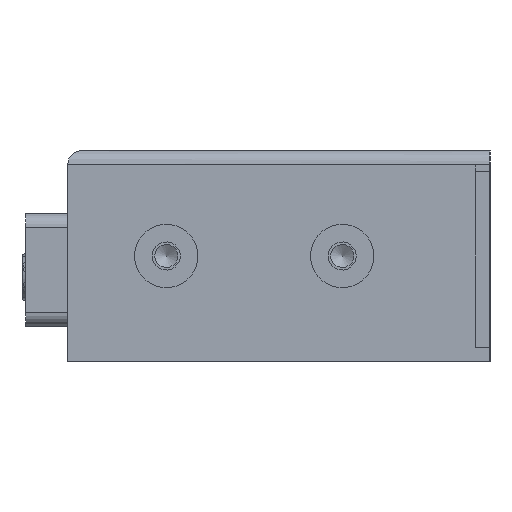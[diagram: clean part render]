
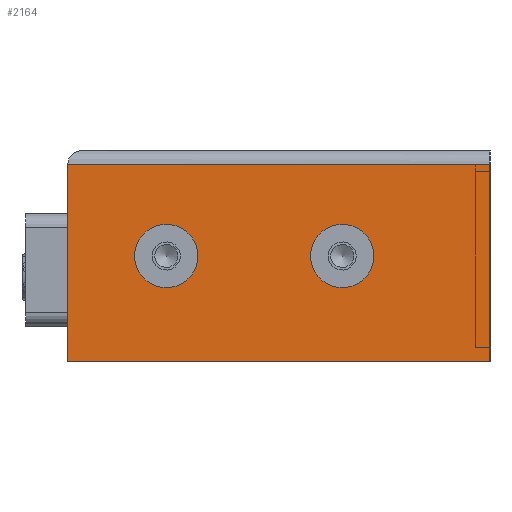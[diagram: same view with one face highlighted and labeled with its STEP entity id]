
A CAD part, left-side view. The second image highlights one B-rep face of the part: STEP entity #2164.
In plain terms, the highlighted planar face has unit normal (-1, 0, 0).
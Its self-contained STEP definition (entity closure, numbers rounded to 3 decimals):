
#83=LINE('',#3446,#190);
#92=LINE('',#3467,#199);
#99=LINE('',#3499,#206);
#107=LINE('',#3524,#214);
#190=VECTOR('',#2711,28.);
#199=VECTOR('',#2726,60.);
#206=VECTOR('',#2755,28.);
#214=VECTOR('',#2781,60.);
#294=PLANE('',#2364);
#360=FACE_BOUND('',#649,.T.);
#361=FACE_BOUND('',#650,.T.);
#472=FACE_OUTER_BOUND('',#648,.T.);
#648=EDGE_LOOP('',(#1591,#1592,#1593,#1594));
#649=EDGE_LOOP('',(#1595));
#650=EDGE_LOOP('',(#1596));
#902=CIRCLE('',#2365,4.5);
#903=CIRCLE('',#2366,4.5);
#1041=VERTEX_POINT('',#3443);
#1042=VERTEX_POINT('',#3445);
#1051=VERTEX_POINT('',#3465);
#1065=VERTEX_POINT('',#3497);
#1074=VERTEX_POINT('',#3526);
#1075=VERTEX_POINT('',#3528);
#1251=EDGE_CURVE('',#1041,#1042,#83,.T.);
#1262=EDGE_CURVE('',#1041,#1051,#92,.T.);
#1278=EDGE_CURVE('',#1051,#1065,#99,.T.);
#1291=EDGE_CURVE('',#1042,#1065,#107,.T.);
#1292=EDGE_CURVE('',#1074,#1074,#902,.T.);
#1293=EDGE_CURVE('',#1075,#1075,#903,.T.);
#1591=ORIENTED_EDGE('',*,*,#1251,.F.);
#1592=ORIENTED_EDGE('',*,*,#1262,.T.);
#1593=ORIENTED_EDGE('',*,*,#1278,.T.);
#1594=ORIENTED_EDGE('',*,*,#1291,.F.);
#1595=ORIENTED_EDGE('',*,*,#1292,.F.);
#1596=ORIENTED_EDGE('',*,*,#1293,.F.);
#2164=ADVANCED_FACE('',(#472,#360,#361),#294,.T.);
#2364=AXIS2_PLACEMENT_3D('',#3525,#2782,#2783);
#2365=AXIS2_PLACEMENT_3D('',#3527,#2784,#2785);
#2366=AXIS2_PLACEMENT_3D('',#3529,#2786,#2787);
#2711=DIRECTION('',(0.,0.,1.));
#2726=DIRECTION('',(0.,-1.,0.));
#2755=DIRECTION('',(0.,0.,1.));
#2781=DIRECTION('',(0.,-1.,0.));
#2782=DIRECTION('center_axis',(-1.,0.,0.));
#2783=DIRECTION('ref_axis',(0.,1.,0.));
#2784=DIRECTION('center_axis',(-1.,0.,0.));
#2785=DIRECTION('ref_axis',(0.,0.,-1.));
#2786=DIRECTION('center_axis',(-1.,0.,0.));
#2787=DIRECTION('ref_axis',(0.,0.,-1.));
#3443=CARTESIAN_POINT('',(0.,60.,0.));
#3445=CARTESIAN_POINT('',(0.,60.,28.));
#3446=CARTESIAN_POINT('',(0.,60.,0.));
#3465=CARTESIAN_POINT('',(0.,0.,0.));
#3467=CARTESIAN_POINT('',(0.,60.,0.));
#3497=CARTESIAN_POINT('',(0.,0.,28.));
#3499=CARTESIAN_POINT('',(0.,0.,0.));
#3524=CARTESIAN_POINT('',(0.,60.,28.));
#3525=CARTESIAN_POINT('Origin',(0.,60.,0.));
#3526=CARTESIAN_POINT('',(0.,21.,10.5));
#3527=CARTESIAN_POINT('Origin',(0.,21.,15.));
#3528=CARTESIAN_POINT('',(0.,46.,10.5));
#3529=CARTESIAN_POINT('Origin',(0.,46.,15.));
